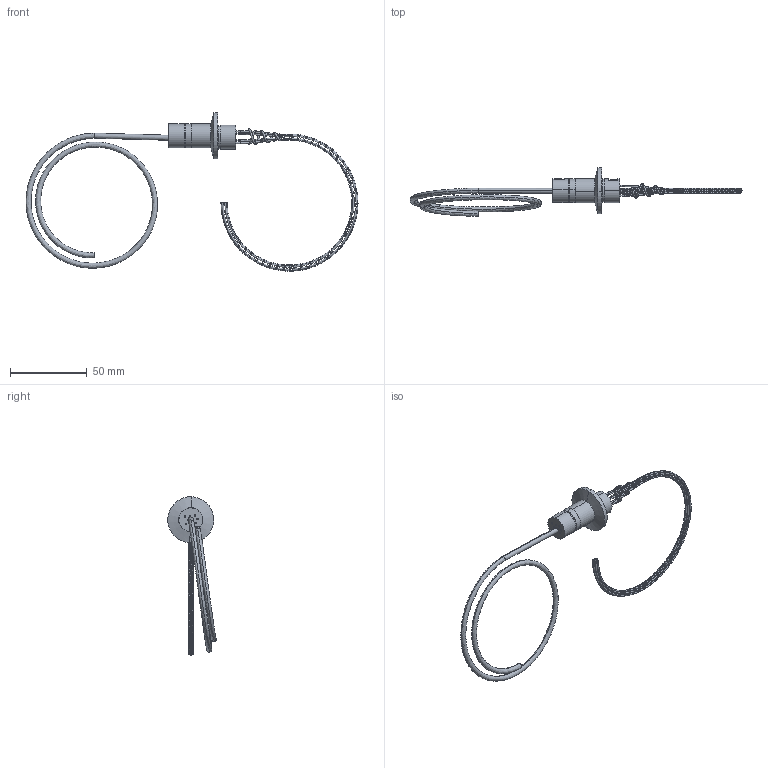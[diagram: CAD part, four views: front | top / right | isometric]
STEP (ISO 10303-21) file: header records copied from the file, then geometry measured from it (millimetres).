
FILE_DESCRIPTION (( 'STEP AP203' ), '1' );
FILE_NAME ('A2142-1-KIT.STEP', '2013-05-02T11:57:09', ( '' ), ( '' ), 'SwSTEP 2.0', 'SolidWorks 2012', '' );
FILE_SCHEMA (( 'CONFIG_CONTROL_DESIGN' ));
Length unit declared in the file: inch
Products named in the file (1): A2142-1-KIT
Bounding box: 216.38 x 31.58 x 103.25 mm (x, y, z)
Volume: 13164 mm3; surface area: 14976 mm2
Topology: 167 solids, 169 shells, 1189 faces, 2468 edges, 1624 vertices
Faces by surface type: plane 559, torus 406, cylinder 212, bspline 10, cone 2
Entity records: 43226 total; most frequent: CARTESIAN_POINT 18556, DIRECTION 4997, ORIENTED_EDGE 4936, EDGE_CURVE 2468, AXIS2_PLACEMENT_3D 2172, VERTEX_POINT 1624, EDGE_LOOP 1292, FACE_OUTER_BOUND 1189
